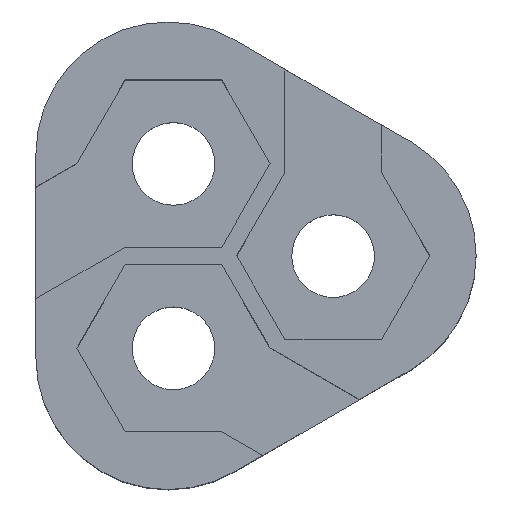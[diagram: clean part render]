
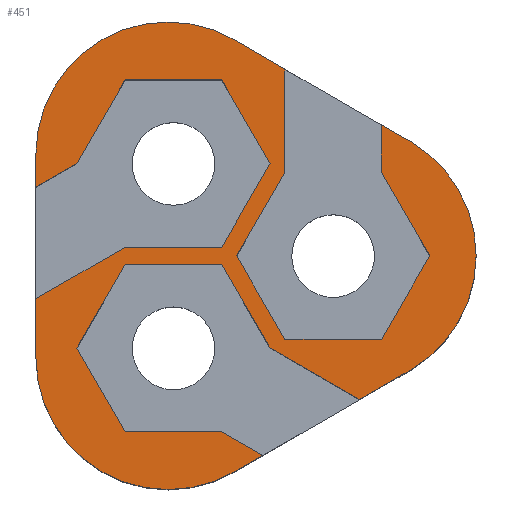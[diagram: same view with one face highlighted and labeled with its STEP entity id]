
A CAD part, top view. The second image highlights one B-rep face of the part: STEP entity #451.
In plain terms, the highlighted planar face has unit normal (0, 0, 1).
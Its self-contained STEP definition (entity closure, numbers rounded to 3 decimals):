
#40=CARTESIAN_POINT('Vertex',(-7.332,-1.651,9.525)) ;
#56=CARTESIAN_POINT('Vertex',(-7.332,2.633,9.525)) ;
#59=CARTESIAN_POINT('Line Origine',(-7.332,3.267,9.525)) ;
#63=CARTESIAN_POINT('Vertex',(-7.332,3.901,9.525)) ;
#84=CARTESIAN_POINT('Vertex',(-7.332,-3.901,9.525)) ;
#87=CARTESIAN_POINT('Line Origine',(-7.332,-2.776,9.525)) ;
#108=CARTESIAN_POINT('Axis2P3D Location',(-2.252,-3.901,9.525)) ;
#112=CARTESIAN_POINT('Vertex',(0.288,-8.301,9.525)) ;
#139=CARTESIAN_POINT('Axis2P3D Location',(-2.252,3.901,9.525)) ;
#143=CARTESIAN_POINT('Vertex',(0.288,8.301,9.525)) ;
#174=CARTESIAN_POINT('Vertex',(5.096,-5.524,9.525)) ;
#190=CARTESIAN_POINT('Vertex',(1.386,-7.666,9.525)) ;
#193=CARTESIAN_POINT('Line Origine',(0.837,-7.983,9.525)) ;
#209=CARTESIAN_POINT('Vertex',(7.045,-4.399,9.525)) ;
#212=CARTESIAN_POINT('Line Origine',(6.07,-4.962,9.525)) ;
#233=CARTESIAN_POINT('Axis2P3D Location',(4.505,0.,9.525)) ;
#237=CARTESIAN_POINT('Vertex',(7.045,4.399,9.525)) ;
#259=CARTESIAN_POINT('Axis2P3D Location',(0.,0.,9.525)) ;
#264=CARTESIAN_POINT('Line Origine',(0.598,-7.211,9.525)) ;
#268=CARTESIAN_POINT('Vertex',(-0.191,-6.756,9.525)) ;
#271=CARTESIAN_POINT('Line Origine',(-2.046,-6.756,9.525)) ;
#275=CARTESIAN_POINT('Vertex',(-3.901,-6.756,9.525)) ;
#278=CARTESIAN_POINT('Line Origine',(-4.828,-5.15,9.525)) ;
#282=CARTESIAN_POINT('Vertex',(-5.756,-3.543,9.525)) ;
#285=CARTESIAN_POINT('Line Origine',(-4.828,-1.937,9.525)) ;
#289=CARTESIAN_POINT('Vertex',(-3.901,-0.33,9.525)) ;
#292=CARTESIAN_POINT('Line Origine',(-2.046,-0.33,9.525)) ;
#296=CARTESIAN_POINT('Vertex',(-0.191,-0.33,9.525)) ;
#299=CARTESIAN_POINT('Line Origine',(0.737,-1.937,9.525)) ;
#303=CARTESIAN_POINT('Vertex',(1.665,-3.543,9.525)) ;
#306=CARTESIAN_POINT('Line Origine',(3.38,-4.534,9.525)) ;
#311=CARTESIAN_POINT('Line Origine',(6.495,4.717,9.525)) ;
#315=CARTESIAN_POINT('Vertex',(5.946,5.034,9.525)) ;
#318=CARTESIAN_POINT('Line Origine',(5.946,4.123,9.525)) ;
#322=CARTESIAN_POINT('Vertex',(5.946,3.213,9.525)) ;
#325=CARTESIAN_POINT('Line Origine',(6.874,1.607,9.525)) ;
#329=CARTESIAN_POINT('Vertex',(7.801,0.,9.525)) ;
#332=CARTESIAN_POINT('Line Origine',(6.874,-1.607,9.525)) ;
#336=CARTESIAN_POINT('Vertex',(5.946,-3.213,9.525)) ;
#339=CARTESIAN_POINT('Line Origine',(4.091,-3.213,9.525)) ;
#343=CARTESIAN_POINT('Vertex',(2.236,-3.213,9.525)) ;
#346=CARTESIAN_POINT('Line Origine',(1.309,-1.607,9.525)) ;
#350=CARTESIAN_POINT('Vertex',(0.381,0.,9.525)) ;
#353=CARTESIAN_POINT('Line Origine',(1.309,1.607,9.525)) ;
#357=CARTESIAN_POINT('Vertex',(2.236,3.213,9.525)) ;
#360=CARTESIAN_POINT('Line Origine',(2.236,5.194,9.525)) ;
#364=CARTESIAN_POINT('Vertex',(2.236,7.176,9.525)) ;
#367=CARTESIAN_POINT('Line Origine',(1.262,7.738,9.525)) ;
#372=CARTESIAN_POINT('Line Origine',(-6.544,3.088,9.525)) ;
#376=CARTESIAN_POINT('Vertex',(-5.756,3.543,9.525)) ;
#379=CARTESIAN_POINT('Line Origine',(-4.828,5.15,9.525)) ;
#383=CARTESIAN_POINT('Vertex',(-3.901,6.756,9.525)) ;
#386=CARTESIAN_POINT('Line Origine',(-2.046,6.756,9.525)) ;
#390=CARTESIAN_POINT('Vertex',(-0.191,6.756,9.525)) ;
#393=CARTESIAN_POINT('Line Origine',(0.737,5.15,9.525)) ;
#397=CARTESIAN_POINT('Vertex',(1.665,3.543,9.525)) ;
#400=CARTESIAN_POINT('Line Origine',(0.737,1.937,9.525)) ;
#404=CARTESIAN_POINT('Vertex',(-0.191,0.33,9.525)) ;
#407=CARTESIAN_POINT('Line Origine',(-2.046,0.33,9.525)) ;
#411=CARTESIAN_POINT('Vertex',(-3.901,0.33,9.525)) ;
#414=CARTESIAN_POINT('Line Origine',(-5.617,-0.661,9.525)) ;
#61=VECTOR('Line Direction',#60,1.) ;
#89=VECTOR('Line Direction',#88,1.) ;
#195=VECTOR('Line Direction',#194,1.) ;
#214=VECTOR('Line Direction',#213,1.) ;
#266=VECTOR('Line Direction',#265,1.) ;
#273=VECTOR('Line Direction',#272,1.) ;
#280=VECTOR('Line Direction',#279,1.) ;
#287=VECTOR('Line Direction',#286,1.) ;
#294=VECTOR('Line Direction',#293,1.) ;
#301=VECTOR('Line Direction',#300,1.) ;
#308=VECTOR('Line Direction',#307,1.) ;
#313=VECTOR('Line Direction',#312,1.) ;
#320=VECTOR('Line Direction',#319,1.) ;
#327=VECTOR('Line Direction',#326,1.) ;
#334=VECTOR('Line Direction',#333,1.) ;
#341=VECTOR('Line Direction',#340,1.) ;
#348=VECTOR('Line Direction',#347,1.) ;
#355=VECTOR('Line Direction',#354,1.) ;
#362=VECTOR('Line Direction',#361,1.) ;
#369=VECTOR('Line Direction',#368,1.) ;
#374=VECTOR('Line Direction',#373,1.) ;
#381=VECTOR('Line Direction',#380,1.) ;
#388=VECTOR('Line Direction',#387,1.) ;
#395=VECTOR('Line Direction',#394,1.) ;
#402=VECTOR('Line Direction',#401,1.) ;
#409=VECTOR('Line Direction',#408,1.) ;
#416=VECTOR('Line Direction',#415,1.) ;
#60=DIRECTION('Vector Direction',(0.,1.,0.)) ;
#88=DIRECTION('Vector Direction',(0.,1.,0.)) ;
#109=DIRECTION('Axis2P3D Direction',(0.,0.,1.)) ;
#140=DIRECTION('Axis2P3D Direction',(0.,0.,1.)) ;
#194=DIRECTION('Vector Direction',(-0.866,-0.5,0.)) ;
#213=DIRECTION('Vector Direction',(-0.866,-0.5,0.)) ;
#234=DIRECTION('Axis2P3D Direction',(0.,-0.,1.)) ;
#260=DIRECTION('Axis2P3D Direction',(0.,0.,1.)) ;
#261=DIRECTION('Axis2P3D XDirection',(1.,0.,0.)) ;
#265=DIRECTION('Vector Direction',(-0.866,0.5,0.)) ;
#272=DIRECTION('Vector Direction',(1.,0.,0.)) ;
#279=DIRECTION('Vector Direction',(0.5,-0.866,0.)) ;
#286=DIRECTION('Vector Direction',(-0.5,-0.866,0.)) ;
#293=DIRECTION('Vector Direction',(-1.,0.,0.)) ;
#300=DIRECTION('Vector Direction',(-0.5,0.866,0.)) ;
#307=DIRECTION('Vector Direction',(0.866,-0.5,0.)) ;
#312=DIRECTION('Vector Direction',(0.866,-0.5,0.)) ;
#319=DIRECTION('Vector Direction',(0.,-1.,0.)) ;
#326=DIRECTION('Vector Direction',(-0.5,0.866,0.)) ;
#333=DIRECTION('Vector Direction',(0.5,0.866,0.)) ;
#340=DIRECTION('Vector Direction',(1.,0.,0.)) ;
#347=DIRECTION('Vector Direction',(0.5,-0.866,0.)) ;
#354=DIRECTION('Vector Direction',(-0.5,-0.866,0.)) ;
#361=DIRECTION('Vector Direction',(0.,1.,0.)) ;
#368=DIRECTION('Vector Direction',(0.866,-0.5,0.)) ;
#373=DIRECTION('Vector Direction',(0.866,0.5,0.)) ;
#380=DIRECTION('Vector Direction',(-0.5,-0.866,0.)) ;
#387=DIRECTION('Vector Direction',(-1.,0.,0.)) ;
#394=DIRECTION('Vector Direction',(-0.5,0.866,0.)) ;
#401=DIRECTION('Vector Direction',(0.5,0.866,0.)) ;
#408=DIRECTION('Vector Direction',(1.,0.,0.)) ;
#415=DIRECTION('Vector Direction',(-0.866,-0.5,0.)) ;
#110=AXIS2_PLACEMENT_3D('Circle Axis2P3D',#108,#109,$) ;
#141=AXIS2_PLACEMENT_3D('Circle Axis2P3D',#139,#140,$) ;
#235=AXIS2_PLACEMENT_3D('Circle Axis2P3D',#233,#234,$) ;
#262=AXIS2_PLACEMENT_3D('Plane Axis2P3D',#259,#260,#261) ;
#62=LINE('Line',#59,#61) ;
#90=LINE('Line',#87,#89) ;
#196=LINE('Line',#193,#195) ;
#215=LINE('Line',#212,#214) ;
#267=LINE('Line',#264,#266) ;
#274=LINE('Line',#271,#273) ;
#281=LINE('Line',#278,#280) ;
#288=LINE('Line',#285,#287) ;
#295=LINE('Line',#292,#294) ;
#302=LINE('Line',#299,#301) ;
#309=LINE('Line',#306,#308) ;
#314=LINE('Line',#311,#313) ;
#321=LINE('Line',#318,#320) ;
#328=LINE('Line',#325,#327) ;
#335=LINE('Line',#332,#334) ;
#342=LINE('Line',#339,#341) ;
#349=LINE('Line',#346,#348) ;
#356=LINE('Line',#353,#355) ;
#363=LINE('Line',#360,#362) ;
#370=LINE('Line',#367,#369) ;
#375=LINE('Line',#372,#374) ;
#382=LINE('Line',#379,#381) ;
#389=LINE('Line',#386,#388) ;
#396=LINE('Line',#393,#395) ;
#403=LINE('Line',#400,#402) ;
#410=LINE('Line',#407,#409) ;
#417=LINE('Line',#414,#416) ;
#111=CIRCLE('generated circle',#110,5.08) ;
#142=CIRCLE('generated circle',#141,5.08) ;
#236=CIRCLE('generated circle',#235,5.08) ;
#263=PLANE('',#262) ;
#65=EDGE_CURVE('',#64,#57,#62,.F.) ;
#91=EDGE_CURVE('',#41,#85,#90,.F.) ;
#114=EDGE_CURVE('',#113,#85,#111,.F.) ;
#145=EDGE_CURVE('',#64,#144,#142,.F.) ;
#197=EDGE_CURVE('',#113,#191,#196,.F.) ;
#216=EDGE_CURVE('',#175,#210,#215,.F.) ;
#239=EDGE_CURVE('',#238,#210,#236,.F.) ;
#270=EDGE_CURVE('',#269,#191,#267,.F.) ;
#277=EDGE_CURVE('',#276,#269,#274,.T.) ;
#284=EDGE_CURVE('',#283,#276,#281,.T.) ;
#291=EDGE_CURVE('',#290,#283,#288,.T.) ;
#298=EDGE_CURVE('',#297,#290,#295,.T.) ;
#305=EDGE_CURVE('',#304,#297,#302,.T.) ;
#310=EDGE_CURVE('',#175,#304,#309,.F.) ;
#317=EDGE_CURVE('',#238,#316,#314,.F.) ;
#324=EDGE_CURVE('',#323,#316,#321,.F.) ;
#331=EDGE_CURVE('',#330,#323,#328,.T.) ;
#338=EDGE_CURVE('',#337,#330,#335,.T.) ;
#345=EDGE_CURVE('',#344,#337,#342,.T.) ;
#352=EDGE_CURVE('',#351,#344,#349,.T.) ;
#359=EDGE_CURVE('',#358,#351,#356,.T.) ;
#366=EDGE_CURVE('',#365,#358,#363,.F.) ;
#371=EDGE_CURVE('',#365,#144,#370,.F.) ;
#378=EDGE_CURVE('',#377,#57,#375,.F.) ;
#385=EDGE_CURVE('',#384,#377,#382,.T.) ;
#392=EDGE_CURVE('',#391,#384,#389,.T.) ;
#399=EDGE_CURVE('',#398,#391,#396,.T.) ;
#406=EDGE_CURVE('',#405,#398,#403,.T.) ;
#413=EDGE_CURVE('',#412,#405,#410,.T.) ;
#418=EDGE_CURVE('',#41,#412,#417,.F.) ;
#420=ORIENTED_EDGE('',*,*,#91,.T.) ;
#421=ORIENTED_EDGE('',*,*,#114,.F.) ;
#422=ORIENTED_EDGE('',*,*,#197,.T.) ;
#423=ORIENTED_EDGE('',*,*,#270,.F.) ;
#424=ORIENTED_EDGE('',*,*,#277,.F.) ;
#425=ORIENTED_EDGE('',*,*,#284,.F.) ;
#426=ORIENTED_EDGE('',*,*,#291,.F.) ;
#427=ORIENTED_EDGE('',*,*,#298,.F.) ;
#428=ORIENTED_EDGE('',*,*,#305,.F.) ;
#429=ORIENTED_EDGE('',*,*,#310,.F.) ;
#430=ORIENTED_EDGE('',*,*,#216,.T.) ;
#431=ORIENTED_EDGE('',*,*,#239,.F.) ;
#432=ORIENTED_EDGE('',*,*,#317,.T.) ;
#433=ORIENTED_EDGE('',*,*,#324,.F.) ;
#434=ORIENTED_EDGE('',*,*,#331,.F.) ;
#435=ORIENTED_EDGE('',*,*,#338,.F.) ;
#436=ORIENTED_EDGE('',*,*,#345,.F.) ;
#437=ORIENTED_EDGE('',*,*,#352,.F.) ;
#438=ORIENTED_EDGE('',*,*,#359,.F.) ;
#439=ORIENTED_EDGE('',*,*,#366,.F.) ;
#440=ORIENTED_EDGE('',*,*,#371,.T.) ;
#441=ORIENTED_EDGE('',*,*,#145,.F.) ;
#442=ORIENTED_EDGE('',*,*,#65,.T.) ;
#443=ORIENTED_EDGE('',*,*,#378,.F.) ;
#444=ORIENTED_EDGE('',*,*,#385,.F.) ;
#445=ORIENTED_EDGE('',*,*,#392,.F.) ;
#446=ORIENTED_EDGE('',*,*,#399,.F.) ;
#447=ORIENTED_EDGE('',*,*,#406,.F.) ;
#448=ORIENTED_EDGE('',*,*,#413,.F.) ;
#449=ORIENTED_EDGE('',*,*,#418,.F.) ;
#419=EDGE_LOOP('',(#420,#421,#422,#423,#424,#425,#426,#427,#428,#429,#430,#431,#432,#433,#434,#435,#436,#437,#438,#439,#440,#441,#442,#443,#444,#445,#446,#447,#448,#449)) ;
#41=VERTEX_POINT('',#40) ;
#57=VERTEX_POINT('',#56) ;
#64=VERTEX_POINT('',#63) ;
#85=VERTEX_POINT('',#84) ;
#113=VERTEX_POINT('',#112) ;
#144=VERTEX_POINT('',#143) ;
#175=VERTEX_POINT('',#174) ;
#191=VERTEX_POINT('',#190) ;
#210=VERTEX_POINT('',#209) ;
#238=VERTEX_POINT('',#237) ;
#269=VERTEX_POINT('',#268) ;
#276=VERTEX_POINT('',#275) ;
#283=VERTEX_POINT('',#282) ;
#290=VERTEX_POINT('',#289) ;
#297=VERTEX_POINT('',#296) ;
#304=VERTEX_POINT('',#303) ;
#316=VERTEX_POINT('',#315) ;
#323=VERTEX_POINT('',#322) ;
#330=VERTEX_POINT('',#329) ;
#337=VERTEX_POINT('',#336) ;
#344=VERTEX_POINT('',#343) ;
#351=VERTEX_POINT('',#350) ;
#358=VERTEX_POINT('',#357) ;
#365=VERTEX_POINT('',#364) ;
#377=VERTEX_POINT('',#376) ;
#384=VERTEX_POINT('',#383) ;
#391=VERTEX_POINT('',#390) ;
#398=VERTEX_POINT('',#397) ;
#405=VERTEX_POINT('',#404) ;
#412=VERTEX_POINT('',#411) ;
#451=ADVANCED_FACE('PartBody',(#450),#263,.T.) ;
#450=FACE_OUTER_BOUND('',#419,.T.) ;
